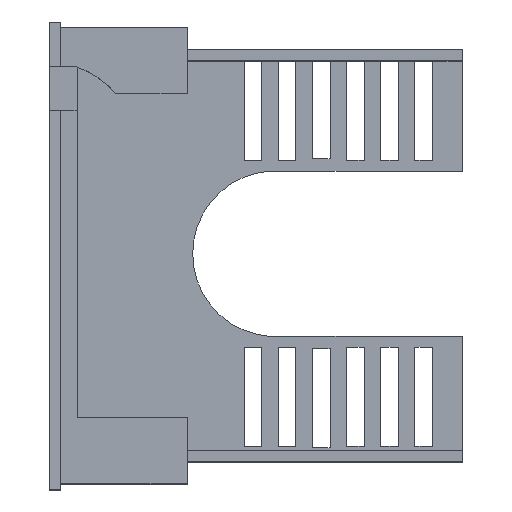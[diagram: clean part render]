
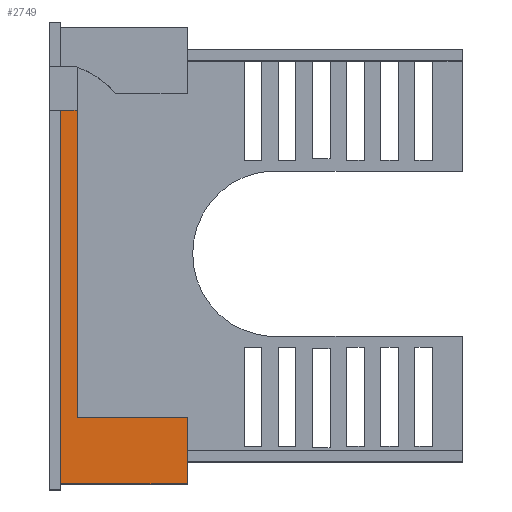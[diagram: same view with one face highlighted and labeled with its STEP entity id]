
A CAD part, top view. The second image highlights one B-rep face of the part: STEP entity #2749.
In plain terms, the highlighted planar face has unit normal (0, 0, 1).
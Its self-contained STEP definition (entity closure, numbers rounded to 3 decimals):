
#32 = PLANE('',#33);
#33 = AXIS2_PLACEMENT_3D('',#34,#35,#36);
#34 = CARTESIAN_POINT('',(-45.,45.5,342.));
#35 = DIRECTION('',(-1.,0.,0.));
#36 = DIRECTION('',(0.,0.,-1.));
#72 = PLANE('',#73);
#73 = AXIS2_PLACEMENT_3D('',#74,#75,#76);
#74 = CARTESIAN_POINT('',(-39.569,4.05,342.));
#75 = DIRECTION('',(0.,-1.,0.));
#76 = DIRECTION('',(1.,0.,0.));
#169 = VERTEX_POINT('',#170);
#170 = CARTESIAN_POINT('',(-45.,16.05,371.));
#184 = PLANE('',#185);
#185 = AXIS2_PLACEMENT_3D('',#186,#187,#188);
#186 = CARTESIAN_POINT('',(-45.,16.05,369.));
#187 = DIRECTION('',(0.,-1.,0.));
#188 = DIRECTION('',(0.,0.,1.));
#196 = EDGE_CURVE('',#169,#197,#199,.T.);
#197 = VERTEX_POINT('',#198);
#198 = CARTESIAN_POINT('',(-45.,71.95,371.));
#199 = SURFACE_CURVE('',#200,(#204,#211),.PCURVE_S1.);
#200 = LINE('',#201,#202);
#201 = CARTESIAN_POINT('',(-45.,4.05,371.));
#202 = VECTOR('',#203,1.);
#203 = DIRECTION('',(0.,1.,0.));
#204 = PCURVE('',#32,#205);
#205 = DEFINITIONAL_REPRESENTATION('',(#206),#210);
#206 = LINE('',#207,#208);
#207 = CARTESIAN_POINT('',(-29.,41.45));
#208 = VECTOR('',#209,1.);
#209 = DIRECTION('',(0.,-1.));
#210 = ( GEOMETRIC_REPRESENTATION_CONTEXT(2) 
PARAMETRIC_REPRESENTATION_CONTEXT() REPRESENTATION_CONTEXT('2D SPACE',''
  ) );
#211 = PCURVE('',#212,#217);
#212 = PLANE('',#213);
#213 = AXIS2_PLACEMENT_3D('',#214,#215,#216);
#214 = CARTESIAN_POINT('',(-40.94,45.5,371.));
#215 = DIRECTION('',(0.,0.,1.));
#216 = DIRECTION('',(1.,0.,0.));
#217 = DEFINITIONAL_REPRESENTATION('',(#218),#222);
#218 = LINE('',#219,#220);
#219 = CARTESIAN_POINT('',(-4.06,-41.45));
#220 = VECTOR('',#221,1.);
#221 = DIRECTION('',(0.,1.));
#222 = ( GEOMETRIC_REPRESENTATION_CONTEXT(2) 
PARAMETRIC_REPRESENTATION_CONTEXT() REPRESENTATION_CONTEXT('2D SPACE',''
  ) );
#239 = PLANE('',#240);
#240 = AXIS2_PLACEMENT_3D('',#241,#242,#243);
#241 = CARTESIAN_POINT('',(-35.953,71.95,372.));
#242 = DIRECTION('',(0.,1.,0.));
#243 = DIRECTION('',(-1.,0.,0.));
#1613 = VERTEX_POINT('',#1614);
#1614 = CARTESIAN_POINT('',(-48.,4.05,371.));
#1628 = PLANE('',#1629);
#1629 = AXIS2_PLACEMENT_3D('',#1630,#1631,#1632);
#1630 = CARTESIAN_POINT('',(-48.,45.5,342.));
#1631 = DIRECTION('',(-1.,0.,0.));
#1632 = DIRECTION('',(0.,0.,-1.));
#1974 = VERTEX_POINT('',#1975);
#1975 = CARTESIAN_POINT('',(-25.,4.05,371.));
#1989 = PLANE('',#1990);
#1990 = AXIS2_PLACEMENT_3D('',#1991,#1992,#1993);
#1991 = CARTESIAN_POINT('',(-25.,7.967,367.083));
#1992 = DIRECTION('',(1.,0.,0.));
#1993 = DIRECTION('',(0.,0.,1.));
#2001 = EDGE_CURVE('',#1613,#1974,#2002,.T.);
#2002 = SURFACE_CURVE('',#2003,(#2007,#2014),.PCURVE_S1.);
#2003 = LINE('',#2004,#2005);
#2004 = CARTESIAN_POINT('',(-45.,4.05,371.));
#2005 = VECTOR('',#2006,1.);
#2006 = DIRECTION('',(1.,0.,0.));
#2007 = PCURVE('',#72,#2008);
#2008 = DEFINITIONAL_REPRESENTATION('',(#2009),#2013);
#2009 = LINE('',#2010,#2011);
#2010 = CARTESIAN_POINT('',(-5.431,29.));
#2011 = VECTOR('',#2012,1.);
#2012 = DIRECTION('',(1.,0.));
#2013 = ( GEOMETRIC_REPRESENTATION_CONTEXT(2) 
PARAMETRIC_REPRESENTATION_CONTEXT() REPRESENTATION_CONTEXT('2D SPACE',''
  ) );
#2014 = PCURVE('',#212,#2015);
#2015 = DEFINITIONAL_REPRESENTATION('',(#2016),#2020);
#2016 = LINE('',#2017,#2018);
#2017 = CARTESIAN_POINT('',(-4.06,-41.45));
#2018 = VECTOR('',#2019,1.);
#2019 = DIRECTION('',(1.,0.));
#2020 = ( GEOMETRIC_REPRESENTATION_CONTEXT(2) 
PARAMETRIC_REPRESENTATION_CONTEXT() REPRESENTATION_CONTEXT('2D SPACE',''
  ) );
#2657 = VERTEX_POINT('',#2658);
#2658 = CARTESIAN_POINT('',(-25.,16.05,371.));
#2679 = EDGE_CURVE('',#169,#2657,#2680,.T.);
#2680 = SURFACE_CURVE('',#2681,(#2685,#2692),.PCURVE_S1.);
#2681 = LINE('',#2682,#2683);
#2682 = CARTESIAN_POINT('',(-45.,16.05,371.));
#2683 = VECTOR('',#2684,1.);
#2684 = DIRECTION('',(1.,0.,0.));
#2685 = PCURVE('',#184,#2686);
#2686 = DEFINITIONAL_REPRESENTATION('',(#2687),#2691);
#2687 = LINE('',#2688,#2689);
#2688 = CARTESIAN_POINT('',(2.,0.));
#2689 = VECTOR('',#2690,1.);
#2690 = DIRECTION('',(0.,-1.));
#2691 = ( GEOMETRIC_REPRESENTATION_CONTEXT(2) 
PARAMETRIC_REPRESENTATION_CONTEXT() REPRESENTATION_CONTEXT('2D SPACE',''
  ) );
#2692 = PCURVE('',#212,#2693);
#2693 = DEFINITIONAL_REPRESENTATION('',(#2694),#2698);
#2694 = LINE('',#2695,#2696);
#2695 = CARTESIAN_POINT('',(-4.06,-29.45));
#2696 = VECTOR('',#2697,1.);
#2697 = DIRECTION('',(1.,0.));
#2698 = ( GEOMETRIC_REPRESENTATION_CONTEXT(2) 
PARAMETRIC_REPRESENTATION_CONTEXT() REPRESENTATION_CONTEXT('2D SPACE',''
  ) );
#2749 = ADVANCED_FACE('',(#2750),#212,.T.);
#2750 = FACE_BOUND('',#2751,.T.);
#2751 = EDGE_LOOP('',(#2752,#2775,#2776,#2797,#2798,#2799));
#2752 = ORIENTED_EDGE('',*,*,#2753,.F.);
#2753 = EDGE_CURVE('',#1613,#2754,#2756,.T.);
#2754 = VERTEX_POINT('',#2755);
#2755 = CARTESIAN_POINT('',(-48.,71.95,371.));
#2756 = SURFACE_CURVE('',#2757,(#2761,#2768),.PCURVE_S1.);
#2757 = LINE('',#2758,#2759);
#2758 = CARTESIAN_POINT('',(-48.,4.05,371.));
#2759 = VECTOR('',#2760,1.);
#2760 = DIRECTION('',(0.,1.,0.));
#2761 = PCURVE('',#212,#2762);
#2762 = DEFINITIONAL_REPRESENTATION('',(#2763),#2767);
#2763 = LINE('',#2764,#2765);
#2764 = CARTESIAN_POINT('',(-7.06,-41.45));
#2765 = VECTOR('',#2766,1.);
#2766 = DIRECTION('',(0.,1.));
#2767 = ( GEOMETRIC_REPRESENTATION_CONTEXT(2) 
PARAMETRIC_REPRESENTATION_CONTEXT() REPRESENTATION_CONTEXT('2D SPACE',''
  ) );
#2768 = PCURVE('',#1628,#2769);
#2769 = DEFINITIONAL_REPRESENTATION('',(#2770),#2774);
#2770 = LINE('',#2771,#2772);
#2771 = CARTESIAN_POINT('',(-29.,41.45));
#2772 = VECTOR('',#2773,1.);
#2773 = DIRECTION('',(0.,-1.));
#2774 = ( GEOMETRIC_REPRESENTATION_CONTEXT(2) 
PARAMETRIC_REPRESENTATION_CONTEXT() REPRESENTATION_CONTEXT('2D SPACE',''
  ) );
#2775 = ORIENTED_EDGE('',*,*,#2001,.T.);
#2776 = ORIENTED_EDGE('',*,*,#2777,.F.);
#2777 = EDGE_CURVE('',#2657,#1974,#2778,.T.);
#2778 = SURFACE_CURVE('',#2779,(#2783,#2790),.PCURVE_S1.);
#2779 = LINE('',#2780,#2781);
#2780 = CARTESIAN_POINT('',(-25.,16.05,371.));
#2781 = VECTOR('',#2782,1.);
#2782 = DIRECTION('',(0.,-1.,0.));
#2783 = PCURVE('',#212,#2784);
#2784 = DEFINITIONAL_REPRESENTATION('',(#2785),#2789);
#2785 = LINE('',#2786,#2787);
#2786 = CARTESIAN_POINT('',(15.94,-29.45));
#2787 = VECTOR('',#2788,1.);
#2788 = DIRECTION('',(0.,-1.));
#2789 = ( GEOMETRIC_REPRESENTATION_CONTEXT(2) 
PARAMETRIC_REPRESENTATION_CONTEXT() REPRESENTATION_CONTEXT('2D SPACE',''
  ) );
#2790 = PCURVE('',#1989,#2791);
#2791 = DEFINITIONAL_REPRESENTATION('',(#2792),#2796);
#2792 = LINE('',#2793,#2794);
#2793 = CARTESIAN_POINT('',(3.917,-8.083));
#2794 = VECTOR('',#2795,1.);
#2795 = DIRECTION('',(0.,1.));
#2796 = ( GEOMETRIC_REPRESENTATION_CONTEXT(2) 
PARAMETRIC_REPRESENTATION_CONTEXT() REPRESENTATION_CONTEXT('2D SPACE',''
  ) );
#2797 = ORIENTED_EDGE('',*,*,#2679,.F.);
#2798 = ORIENTED_EDGE('',*,*,#196,.T.);
#2799 = ORIENTED_EDGE('',*,*,#2800,.T.);
#2800 = EDGE_CURVE('',#197,#2754,#2801,.T.);
#2801 = SURFACE_CURVE('',#2802,(#2806,#2812),.PCURVE_S1.);
#2802 = LINE('',#2803,#2804);
#2803 = CARTESIAN_POINT('',(-38.446,71.95,371.));
#2804 = VECTOR('',#2805,1.);
#2805 = DIRECTION('',(-1.,0.,0.));
#2806 = PCURVE('',#212,#2807);
#2807 = DEFINITIONAL_REPRESENTATION('',(#2808),#2811);
#2808 = B_SPLINE_CURVE_WITH_KNOTS('',1,(#2809,#2810),.UNSPECIFIED.,.F.,
  .F.,(2,2),(-4.091,11.854),.PIECEWISE_BEZIER_KNOTS.);
#2809 = CARTESIAN_POINT('',(6.585,26.45));
#2810 = CARTESIAN_POINT('',(-9.36,26.45));
#2811 = ( GEOMETRIC_REPRESENTATION_CONTEXT(2) 
PARAMETRIC_REPRESENTATION_CONTEXT() REPRESENTATION_CONTEXT('2D SPACE',''
  ) );
#2812 = PCURVE('',#239,#2813);
#2813 = DEFINITIONAL_REPRESENTATION('',(#2814),#2817);
#2814 = B_SPLINE_CURVE_WITH_KNOTS('',1,(#2815,#2816),.UNSPECIFIED.,.F.,
  .F.,(2,2),(-4.091,11.854),.PIECEWISE_BEZIER_KNOTS.);
#2815 = CARTESIAN_POINT('',(-1.598,-1.));
#2816 = CARTESIAN_POINT('',(14.347,-1.));
#2817 = ( GEOMETRIC_REPRESENTATION_CONTEXT(2) 
PARAMETRIC_REPRESENTATION_CONTEXT() REPRESENTATION_CONTEXT('2D SPACE',''
  ) );
